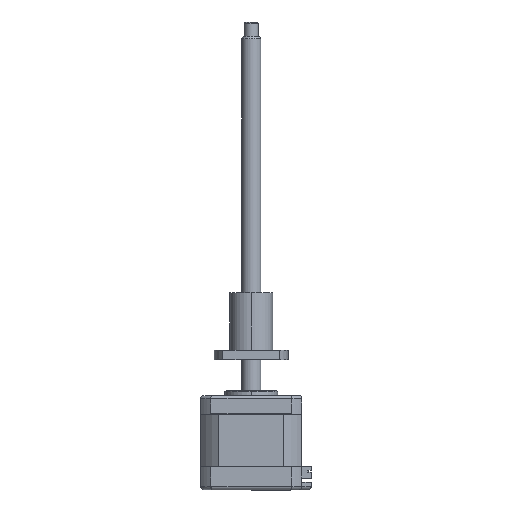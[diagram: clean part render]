
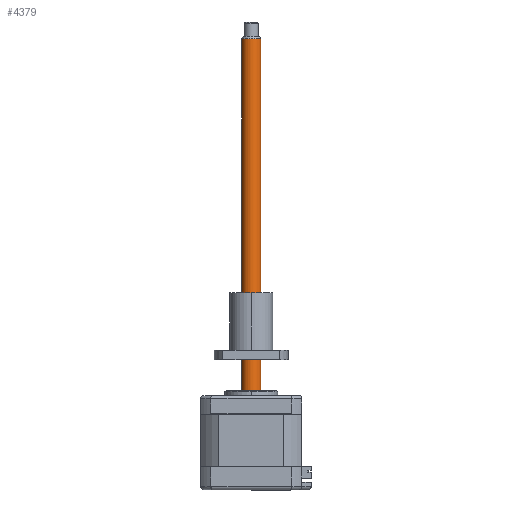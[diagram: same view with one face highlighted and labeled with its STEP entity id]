
A CAD part, top view. The second image highlights one B-rep face of the part: STEP entity #4379.
In plain terms, the highlighted cylindrical face has radius 4 mm (diameter 8 mm), a partial arc.
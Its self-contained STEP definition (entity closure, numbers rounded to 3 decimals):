
#349 = ORIENTED_EDGE ( 'NONE', *, *, #4088, .T. ) ;
#438 = VERTEX_POINT ( 'NONE', #2454 ) ;
#925 = DIRECTION ( 'NONE',  ( 0., -1., 0. ) ) ;
#1047 = DIRECTION ( 'NONE',  ( 0., -1., 0. ) ) ;
#1177 = DIRECTION ( 'NONE',  ( -1., 0., 0. ) ) ;
#1230 = CIRCLE ( 'NONE', #8642, 4. ) ;
#1665 = AXIS2_PLACEMENT_3D ( 'NONE', #10709, #9837, #8992 ) ;
#2454 = CARTESIAN_POINT ( 'NONE',  ( -8.709, 17.843, 16.638 ) ) ;
#2532 = EDGE_CURVE ( 'NONE', #4054, #438, #1230, .T. ) ;
#2556 = CARTESIAN_POINT ( 'NONE',  ( -0.709, 166.843, 16.638 ) ) ;
#2830 = DIRECTION ( 'NONE',  ( 0., -1., 0. ) ) ;
#2950 = EDGE_CURVE ( 'NONE', #8109, #4054, #9511, .T. ) ;
#2954 = FACE_OUTER_BOUND ( 'NONE', #10310, .T. ) ;
#3104 = ORIENTED_EDGE ( 'NONE', *, *, #3838, .T. ) ;
#3416 = ORIENTED_EDGE ( 'NONE', *, *, #2532, .F. ) ;
#3745 = CARTESIAN_POINT ( 'NONE',  ( -4.709, 167.843, 16.638 ) ) ;
#3838 = EDGE_CURVE ( 'NONE', #6663, #438, #10440, .T. ) ;
#4054 = VERTEX_POINT ( 'NONE', #10594 ) ;
#4088 = EDGE_CURVE ( 'NONE', #8109, #6663, #11280, .T. ) ;
#4379 = ADVANCED_FACE ( 'NONE', ( #2954 ), #10562, .T. ) ;
#4476 = CARTESIAN_POINT ( 'NONE',  ( -0.709, 167.843, 16.638 ) ) ;
#4512 = DIRECTION ( 'NONE',  ( 0., -1., 0. ) ) ;
#5621 = ORIENTED_EDGE ( 'NONE', *, *, #2950, .F. ) ;
#6327 = CARTESIAN_POINT ( 'NONE',  ( -4.709, 17.843, 16.638 ) ) ;
#6663 = VERTEX_POINT ( 'NONE', #7396 ) ;
#7060 = CARTESIAN_POINT ( 'NONE',  ( -8.709, 167.843, 16.638 ) ) ;
#7396 = CARTESIAN_POINT ( 'NONE',  ( -8.709, 166.843, 16.638 ) ) ;
#8109 = VERTEX_POINT ( 'NONE', #2556 ) ;
#8116 = VECTOR ( 'NONE', #4512, 1000. ) ;
#8126 = DIRECTION ( 'NONE',  ( -1., 0., 0. ) ) ;
#8642 = AXIS2_PLACEMENT_3D ( 'NONE', #6327, #1047, #8126 ) ;
#8992 = DIRECTION ( 'NONE',  ( 1., 0., 0. ) ) ;
#9338 = VECTOR ( 'NONE', #925, 1000. ) ;
#9511 = LINE ( 'NONE', #4476, #8116 ) ;
#9837 = DIRECTION ( 'NONE',  ( 0., -1., 0. ) ) ;
#10310 = EDGE_LOOP ( 'NONE', ( #5621, #349, #3104, #3416 ) ) ;
#10440 = LINE ( 'NONE', #7060, #9338 ) ;
#10562 = CYLINDRICAL_SURFACE ( 'NONE', #10740, 4. ) ;
#10594 = CARTESIAN_POINT ( 'NONE',  ( -0.709, 17.843, 16.638 ) ) ;
#10709 = CARTESIAN_POINT ( 'NONE',  ( -4.709, 166.843, 16.638 ) ) ;
#10740 = AXIS2_PLACEMENT_3D ( 'NONE', #3745, #2830, #1177 ) ;
#11280 = CIRCLE ( 'NONE', #1665, 4. ) ;
